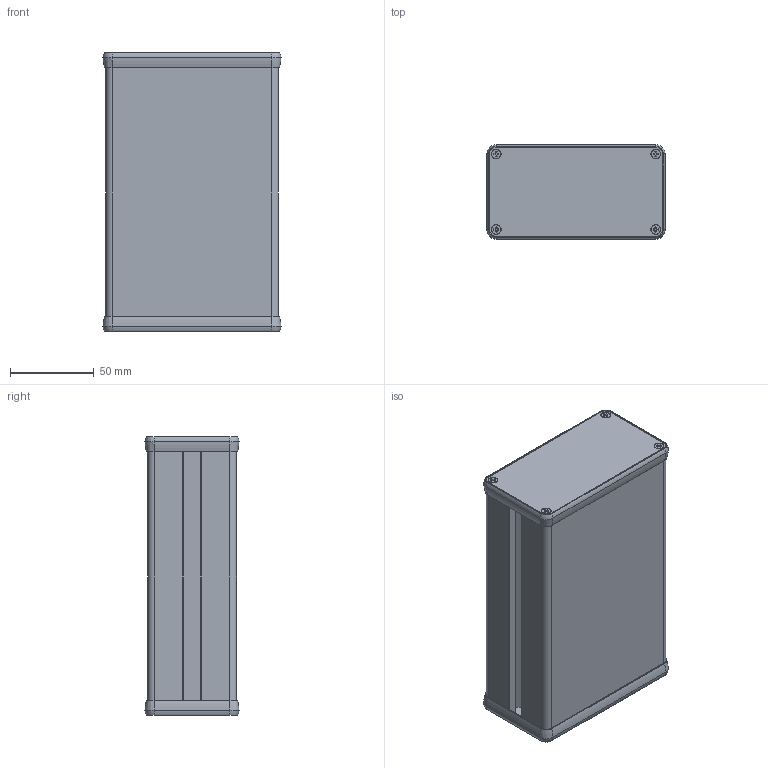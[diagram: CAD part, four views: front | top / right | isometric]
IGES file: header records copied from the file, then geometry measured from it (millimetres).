
Global section: file name: No Iges File Name specified; native system: Autodesk Inventor 2011; preprocessor: AutoDesk Inventor Iges Exporter R2011; author: tfoster; date: 20110218.120149; units: millimetre
Bounding box: 106.13 x 56.13 x 166 mm (x, y, z)
Volume: 193881.3 mm3; surface area: 160763.6 mm2
Topology: 11 solids, 11 shells, 470 faces, 1196 edges, 760 vertices
Faces by surface type: plane 152, bspline 120, cylinder 74, revolution 68, cone 32, torus 24
